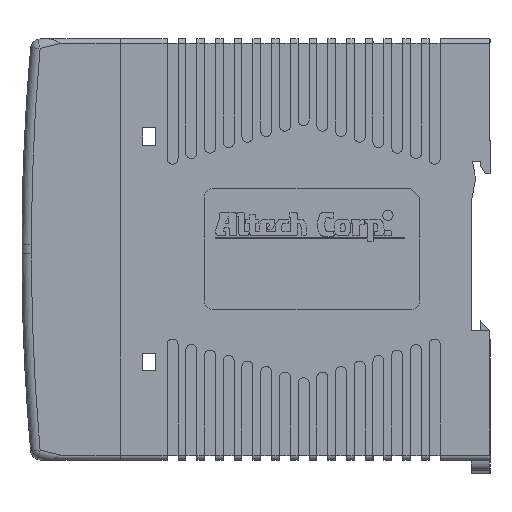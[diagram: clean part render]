
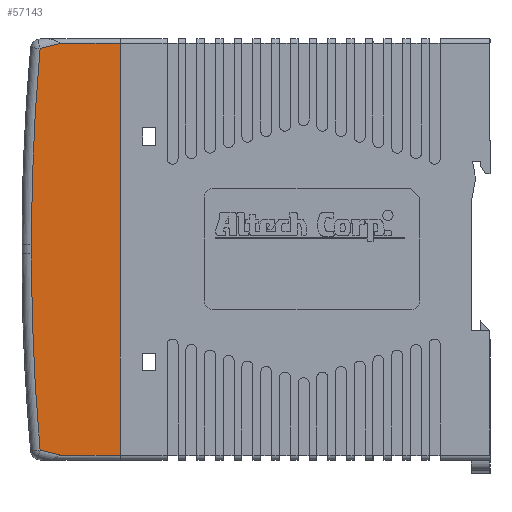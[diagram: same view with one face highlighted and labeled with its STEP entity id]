
A CAD part, top view. The second image highlights one B-rep face of the part: STEP entity #57143.
In plain terms, the highlighted face is planar.
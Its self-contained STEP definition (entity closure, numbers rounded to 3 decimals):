
#56151=CARTESIAN_POINT('',(-50.339,-70.214,0.0));
#56152=VERTEX_POINT('',#56151);
#56160=CARTESIAN_POINT('',(-37.585,-70.214,0.0));
#56161=VERTEX_POINT('',#56160);
#56162=CARTESIAN_POINT('',(-50.339,-70.214,0.0));
#56163=DIRECTION('',(1.0,0.0,0.0));
#56164=VECTOR('',#56163,12.754);
#56165=LINE('',#56162,#56164);
#56166=EDGE_CURVE('',#56152,#56161,#56165,.T.);
#56188=CARTESIAN_POINT('',(-33.203,-69.118,0.0));
#56189=VERTEX_POINT('',#56188);
#56300=CARTESIAN_POINT('',(-33.203,16.69,0.0));
#56301=VERTEX_POINT('',#56300);
#56489=CARTESIAN_POINT('',(-31.339,-25.214,0.0));
#56490=VERTEX_POINT('',#56489);
#56498=CARTESIAN_POINT('',(-503.401,-25.214,0.0));
#56499=DIRECTION('',(0.0,0.0,1.0));
#56500=DIRECTION('',(0.999,0.046,0.0));
#56501=AXIS2_PLACEMENT_3D('',#56498,#56499,#56500);
#56502=CIRCLE('',#56501,472.063);
#56503=EDGE_CURVE('',#56490,#56301,#56502,.T.);
#56530=CARTESIAN_POINT('',(-37.585,17.786,0.));
#56531=VERTEX_POINT('',#56530);
#56532=CARTESIAN_POINT('',(-33.203,16.69,0.0));
#56533=DIRECTION('',(-0.97,0.243,0.0));
#56534=VECTOR('',#56533,4.518);
#56535=LINE('',#56532,#56534);
#56536=EDGE_CURVE('',#56301,#56531,#56535,.T.);
#56584=CARTESIAN_POINT('',(-31.339,-27.214,0.0));
#56585=VERTEX_POINT('',#56584);
#56593=CARTESIAN_POINT('',(-31.339,-27.214,0.0));
#56594=DIRECTION('',(0.0,1.0,0.0));
#56595=VECTOR('',#56594,2.);
#56596=LINE('',#56593,#56595);
#56597=EDGE_CURVE('',#56585,#56490,#56596,.T.);
#56614=CARTESIAN_POINT('',(-50.339,17.786,0.0));
#56615=VERTEX_POINT('',#56614);
#56632=CARTESIAN_POINT('',(-37.585,17.786,0.0));
#56633=DIRECTION('',(-1.0,0.0,0.0));
#56634=VECTOR('',#56633,12.754);
#56635=LINE('',#56632,#56634);
#56636=EDGE_CURVE('',#56531,#56615,#56635,.T.);
#56701=CARTESIAN_POINT('',(-503.401,-27.214,0.0));
#56702=DIRECTION('',(0.0,0.0,1.0));
#56703=DIRECTION('',(0.999,-0.046,0.0));
#56704=AXIS2_PLACEMENT_3D('',#56701,#56702,#56703);
#56705=CIRCLE('',#56704,472.062);
#56706=EDGE_CURVE('',#56189,#56585,#56705,.T.);
#56716=CARTESIAN_POINT('',(-37.585,-70.214,0.0));
#56717=DIRECTION('',(0.97,0.243,0.0));
#56718=VECTOR('',#56717,4.518);
#56719=LINE('',#56716,#56718);
#56720=EDGE_CURVE('',#56161,#56189,#56719,.T.);
#57123=CARTESIAN_POINT('',(-40.333,-26.214,0.0));
#57124=DIRECTION('',(0.0,0.0,1.0));
#57125=DIRECTION('',(1.0,0.0,0.0));
#57126=AXIS2_PLACEMENT_3D('',#57123,#57124,#57125);
#57127=PLANE('',#57126);
#57128=ORIENTED_EDGE('',*,*,#56636,.F.);
#57129=ORIENTED_EDGE('',*,*,#56536,.F.);
#57130=ORIENTED_EDGE('',*,*,#56503,.F.);
#57131=ORIENTED_EDGE('',*,*,#56597,.F.);
#57132=ORIENTED_EDGE('',*,*,#56706,.F.);
#57133=ORIENTED_EDGE('',*,*,#56720,.F.);
#57134=ORIENTED_EDGE('',*,*,#56166,.F.);
#57135=CARTESIAN_POINT('',(-50.339,17.786,0.0));
#57136=DIRECTION('',(0.0,-1.0,0.0));
#57137=VECTOR('',#57136,88.0);
#57138=LINE('',#57135,#57137);
#57139=EDGE_CURVE('',#56615,#56152,#57138,.T.);
#57140=ORIENTED_EDGE('',*,*,#57139,.F.);
#57141=EDGE_LOOP('',(#57128,#57129,#57130,#57131,#57132,#57133,#57134,#57140));
#57142=FACE_OUTER_BOUND('',#57141,.T.);
#57143=ADVANCED_FACE('',(#57142),#57127,.F.);
